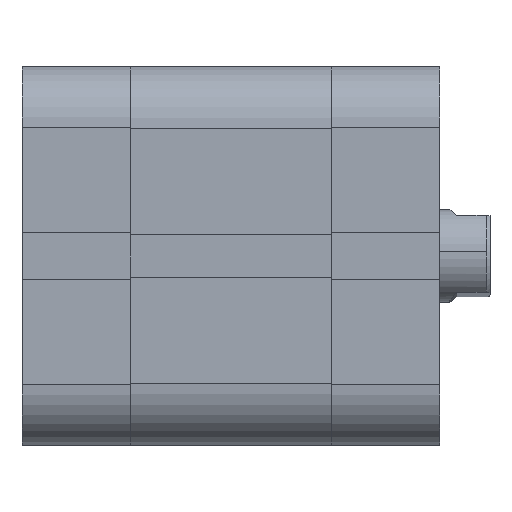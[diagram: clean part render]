
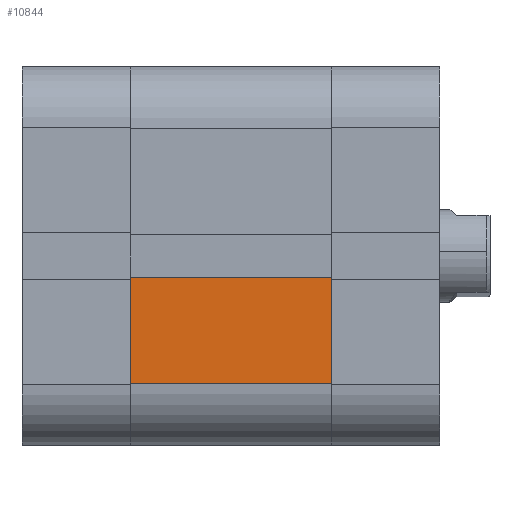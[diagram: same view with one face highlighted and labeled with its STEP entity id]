
A CAD part, front view. The second image highlights one B-rep face of the part: STEP entity #10844.
In plain terms, the highlighted planar face has unit normal (0, -1, 0).
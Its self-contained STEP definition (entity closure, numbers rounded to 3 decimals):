
#1006 = ORIENTED_EDGE ( 'NONE', *, *, #5265, .T. ) ;
#1872 = EDGE_CURVE ( 'NONE', #22686, #23527, #11633, .T. ) ;
#2344 = CARTESIAN_POINT ( 'NONE',  ( 26., -24.5, -16.5 ) ) ;
#5265 = EDGE_CURVE ( 'NONE', #22686, #17648, #21677, .T. ) ;
#6324 = EDGE_CURVE ( 'NONE', #17648, #9424, #16405, .T. ) ;
#6661 = DIRECTION ( 'NONE',  ( 0., 0., -1. ) ) ;
#9348 = CARTESIAN_POINT ( 'NONE',  ( 26.001, -24.5, -2.8 ) ) ;
#9424 = VERTEX_POINT ( 'NONE', #30269 ) ;
#9796 = ORIENTED_EDGE ( 'NONE', *, *, #6324, .T. ) ;
#10844 = ADVANCED_FACE ( 'NONE', ( #13941 ), #21766, .F. ) ;
#11396 = VECTOR ( 'NONE', #6661, 1000. ) ;
#11633 = LINE ( 'NONE', #27980, #11396 ) ;
#11761 = CARTESIAN_POINT ( 'NONE',  ( 0., -24.5, -24.5 ) ) ;
#12317 = VECTOR ( 'NONE', #28583, 1000. ) ;
#13941 = FACE_OUTER_BOUND ( 'NONE', #18140, .T. ) ;
#14567 = LINE ( 'NONE', #2344, #25565 ) ;
#16405 = LINE ( 'NONE', #11761, #18939 ) ;
#16500 = CARTESIAN_POINT ( 'NONE',  ( 26., -24.5, -24.5 ) ) ;
#16654 = DIRECTION ( 'NONE',  ( 0., 1., 0. ) ) ;
#17099 = AXIS2_PLACEMENT_3D ( 'NONE', #16500, #16654, #21153 ) ;
#17648 = VERTEX_POINT ( 'NONE', #28569 ) ;
#18140 = EDGE_LOOP ( 'NONE', ( #1006, #9796, #20334, #20606 ) ) ;
#18939 = VECTOR ( 'NONE', #28749, 1000. ) ;
#20334 = ORIENTED_EDGE ( 'NONE', *, *, #21171, .T. ) ;
#20606 = ORIENTED_EDGE ( 'NONE', *, *, #1872, .F. ) ;
#21153 = DIRECTION ( 'NONE',  ( 0., 0., 1. ) ) ;
#21171 = EDGE_CURVE ( 'NONE', #9424, #23527, #14567, .T. ) ;
#21677 = LINE ( 'NONE', #9348, #12317 ) ;
#21766 = PLANE ( 'NONE',  #17099 ) ;
#22330 = CARTESIAN_POINT ( 'NONE',  ( 26., -24.5, -16.5 ) ) ;
#22686 = VERTEX_POINT ( 'NONE', #30606 ) ;
#23527 = VERTEX_POINT ( 'NONE', #22330 ) ;
#25565 = VECTOR ( 'NONE', #26423, 1000. ) ;
#26423 = DIRECTION ( 'NONE',  ( 1., 0., 0. ) ) ;
#27980 = CARTESIAN_POINT ( 'NONE',  ( 26., -24.5, -24.5 ) ) ;
#28569 = CARTESIAN_POINT ( 'NONE',  ( 0., -24.5, -2.8 ) ) ;
#28583 = DIRECTION ( 'NONE',  ( -1., 0., 0. ) ) ;
#28749 = DIRECTION ( 'NONE',  ( 0., 0., -1. ) ) ;
#30269 = CARTESIAN_POINT ( 'NONE',  ( 0., -24.5, -16.5 ) ) ;
#30606 = CARTESIAN_POINT ( 'NONE',  ( 26., -24.5, -2.8 ) ) ;
